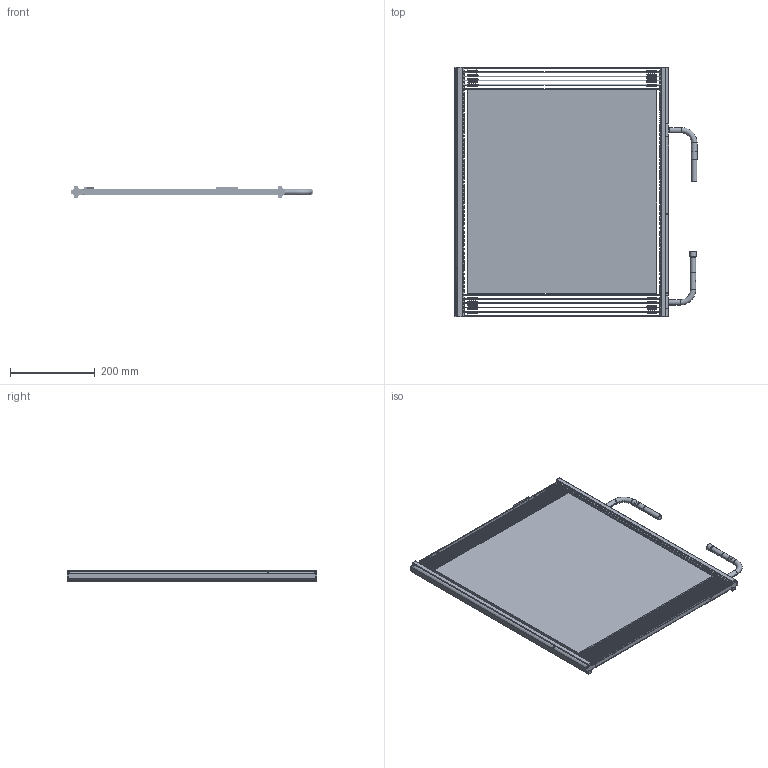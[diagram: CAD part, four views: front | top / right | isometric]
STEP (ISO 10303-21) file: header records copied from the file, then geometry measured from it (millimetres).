
FILE_DESCRIPTION((''),'2;1');
FILE_NAME('193U0590E_ASM','2023-04-04T10:18:43',('U375483'),('DANFOSS COMMERCIAL COMPRESSOR'),'CREO PARAMETRIC BY PTC INC, 2022124','CREO PARAMETRIC BY PTC INC, 2022124','');
FILE_SCHEMA(('CONFIG_CONTROL_DESIGN'));
Products named in the file (3): 021Z0590; 193U0590; 193U0590E_ASM
Assembly tree (2 placements, depth 2):
  193U0590E_ASM
    021Z0590
    193U0590
Bounding box: 570.6 x 588 x 28 mm (x, y, z)
Volume: 3529695.1 mm3; surface area: 1349214.9 mm2
Topology: 16 solids, 37 shells, 6760 faces, 16909 edges, 9996 vertices
Faces by surface type: plane 4104, cylinder 2222, torus 270, bspline 136, cone 24, extrusion 4
Full cylindrical faces by diameter (mm): 0.908 x34
Entity records: 212432 total; most frequent: CARTESIAN_POINT 53930, ORIENTED_EDGE 33350, DIRECTION 32746, EDGE_CURVE 16675, AXIS2_PLACEMENT_3D 11808, VERTEX_POINT 9945, VECTOR 9130, LINE 9126
